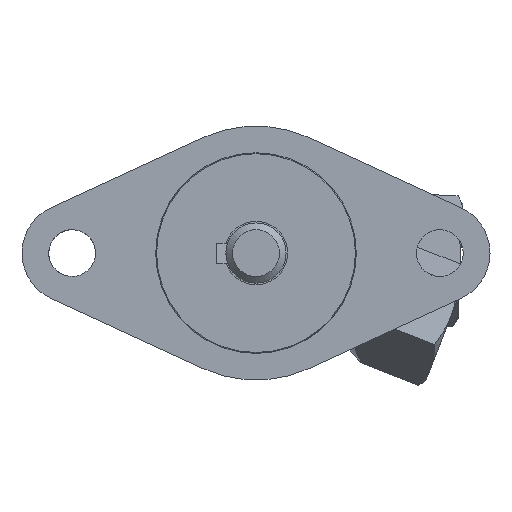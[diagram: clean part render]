
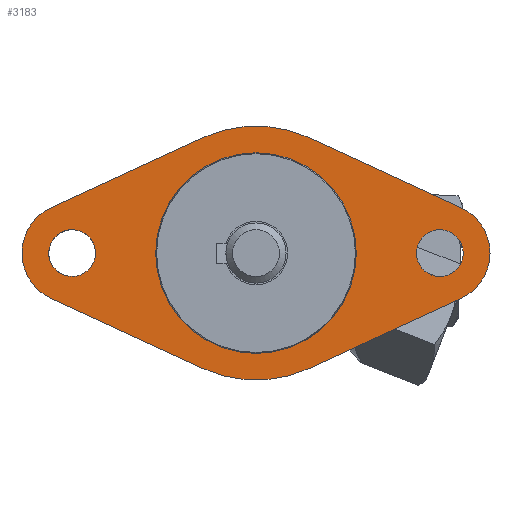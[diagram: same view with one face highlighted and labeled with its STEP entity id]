
A CAD part, left-side view. The second image highlights one B-rep face of the part: STEP entity #3183.
In plain terms, the highlighted planar face has unit normal (-1, 0, 0).
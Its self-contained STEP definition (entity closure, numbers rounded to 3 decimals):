
#2610=CARTESIAN_POINT('',(3.,-7.945,-17.259));
#2611=VERTEX_POINT('',#2610);
#2618=CARTESIAN_POINT('',(3.,7.945,-17.259));
#2619=VERTEX_POINT('',#2618);
#2620=CARTESIAN_POINT('',(3.,0.0,0.0));
#2621=DIRECTION('',(1.0,0.0,0.0));
#2622=DIRECTION('',(0.0,-0.418,0.908));
#2623=AXIS2_PLACEMENT_3D('',#2620,#2621,#2622);
#2624=CIRCLE('',#2623,19.);
#2625=EDGE_CURVE('',#2611,#2619,#2624,.T.);
#2650=CARTESIAN_POINT('',(3.,30.636,-6.813));
#2651=VERTEX_POINT('',#2650);
#2652=CARTESIAN_POINT('',(3.,7.945,-17.259));
#2653=DIRECTION('',(0.0,0.908,0.418));
#2654=VECTOR('',#2653,24.98);
#2655=LINE('',#2652,#2654);
#2656=EDGE_CURVE('',#2619,#2651,#2655,.T.);
#2682=CARTESIAN_POINT('',(3.,30.636,6.813));
#2683=VERTEX_POINT('',#2682);
#2684=CARTESIAN_POINT('',(3.,27.5,0.0));
#2685=DIRECTION('',(1.0,0.0,0.0));
#2686=DIRECTION('',(0.0,-0.418,-0.908));
#2687=AXIS2_PLACEMENT_3D('',#2684,#2685,#2686);
#2688=CIRCLE('',#2687,7.5);
#2689=EDGE_CURVE('',#2651,#2683,#2688,.T.);
#2714=CARTESIAN_POINT('',(3.,7.945,17.259));
#2715=VERTEX_POINT('',#2714);
#2716=CARTESIAN_POINT('',(3.,30.636,6.813));
#2717=DIRECTION('',(0.0,-0.908,0.418));
#2718=VECTOR('',#2717,24.98);
#2719=LINE('',#2716,#2718);
#2720=EDGE_CURVE('',#2683,#2715,#2719,.T.);
#2746=CARTESIAN_POINT('',(3.,-7.945,17.259));
#2747=VERTEX_POINT('',#2746);
#2748=CARTESIAN_POINT('',(3.,0.0,0.0));
#2749=DIRECTION('',(1.0,0.0,0.0));
#2750=DIRECTION('',(0.0,0.418,-0.908));
#2751=AXIS2_PLACEMENT_3D('',#2748,#2749,#2750);
#2752=CIRCLE('',#2751,19.);
#2753=EDGE_CURVE('',#2715,#2747,#2752,.T.);
#2778=CARTESIAN_POINT('',(3.,-30.636,6.813));
#2779=VERTEX_POINT('',#2778);
#2780=CARTESIAN_POINT('',(3.,-7.945,17.259));
#2781=DIRECTION('',(0.0,-0.908,-0.418));
#2782=VECTOR('',#2781,24.98);
#2783=LINE('',#2780,#2782);
#2784=EDGE_CURVE('',#2747,#2779,#2783,.T.);
#2810=CARTESIAN_POINT('',(3.,-30.636,-6.813));
#2811=VERTEX_POINT('',#2810);
#2812=CARTESIAN_POINT('',(3.,-27.5,0.0));
#2813=DIRECTION('',(1.,0.0,0.0));
#2814=DIRECTION('',(0.0,0.418,0.908));
#2815=AXIS2_PLACEMENT_3D('',#2812,#2813,#2814);
#2816=CIRCLE('',#2815,7.5);
#2817=EDGE_CURVE('',#2779,#2811,#2816,.T.);
#2840=CARTESIAN_POINT('',(3.,-30.636,-6.813));
#2841=DIRECTION('',(0.0,0.908,-0.418));
#2842=VECTOR('',#2841,24.98);
#2843=LINE('',#2840,#2842);
#2844=EDGE_CURVE('',#2811,#2611,#2843,.T.);
#2977=CARTESIAN_POINT('',(3.,-27.5,3.5));
#2978=VERTEX_POINT('',#2977);
#2979=CARTESIAN_POINT('',(3.,-27.5,0.0));
#2980=DIRECTION('',(1.0,0.0,0.0));
#2981=DIRECTION('',(0.0,0.0,1.0));
#2982=AXIS2_PLACEMENT_3D('',#2979,#2980,#2981);
#2983=CIRCLE('',#2982,3.5);
#2984=EDGE_CURVE('',#2978,#2978,#2983,.T.);
#3026=CARTESIAN_POINT('',(3.,28.241,-3.421));
#3027=VERTEX_POINT('',#3026);
#3028=CARTESIAN_POINT('',(3.,27.5,0.0));
#3029=DIRECTION('',(1.0,0.0,0.0));
#3030=DIRECTION('',(0.0,0.0,1.0));
#3031=AXIS2_PLACEMENT_3D('',#3028,#3029,#3030);
#3032=CIRCLE('',#3031,3.5);
#3033=EDGE_CURVE('',#3027,#3027,#3032,.T.);
#3151=CARTESIAN_POINT('',(3.,0.,0.));
#3152=DIRECTION('',(1.0,0.0,0.0));
#3153=DIRECTION('',(0.0,0.0,-1.0));
#3154=AXIS2_PLACEMENT_3D('',#3151,#3152,#3153);
#3155=PLANE('',#3154);
#3156=ORIENTED_EDGE('',*,*,#2844,.F.);
#3157=ORIENTED_EDGE('',*,*,#2817,.F.);
#3158=ORIENTED_EDGE('',*,*,#2784,.F.);
#3159=ORIENTED_EDGE('',*,*,#2753,.F.);
#3160=ORIENTED_EDGE('',*,*,#2720,.F.);
#3161=ORIENTED_EDGE('',*,*,#2689,.F.);
#3162=ORIENTED_EDGE('',*,*,#2656,.F.);
#3163=ORIENTED_EDGE('',*,*,#2625,.F.);
#3164=EDGE_LOOP('',(#3156,#3157,#3158,#3159,#3160,#3161,#3162,#3163));
#3165=FACE_OUTER_BOUND('',#3164,.T.);
#3166=CARTESIAN_POINT('',(3.,0.,15.0));
#3167=VERTEX_POINT('',#3166);
#3168=CARTESIAN_POINT('',(3.,0.0,0.0));
#3169=DIRECTION('',(1.0,0.0,0.0));
#3170=DIRECTION('',(0.0,0.0,-1.0));
#3171=AXIS2_PLACEMENT_3D('',#3168,#3169,#3170);
#3172=CIRCLE('',#3171,15.0);
#3173=EDGE_CURVE('',#3167,#3167,#3172,.T.);
#3174=ORIENTED_EDGE('',*,*,#3173,.T.);
#3175=EDGE_LOOP('',(#3174));
#3176=FACE_BOUND('',#3175,.T.);
#3177=ORIENTED_EDGE('',*,*,#3033,.T.);
#3178=EDGE_LOOP('',(#3177));
#3179=FACE_BOUND('',#3178,.T.);
#3180=ORIENTED_EDGE('',*,*,#2984,.T.);
#3181=EDGE_LOOP('',(#3180));
#3182=FACE_BOUND('',#3181,.T.);
#3183=ADVANCED_FACE('',(#3165,#3176,#3179,#3182),#3155,.F.);
